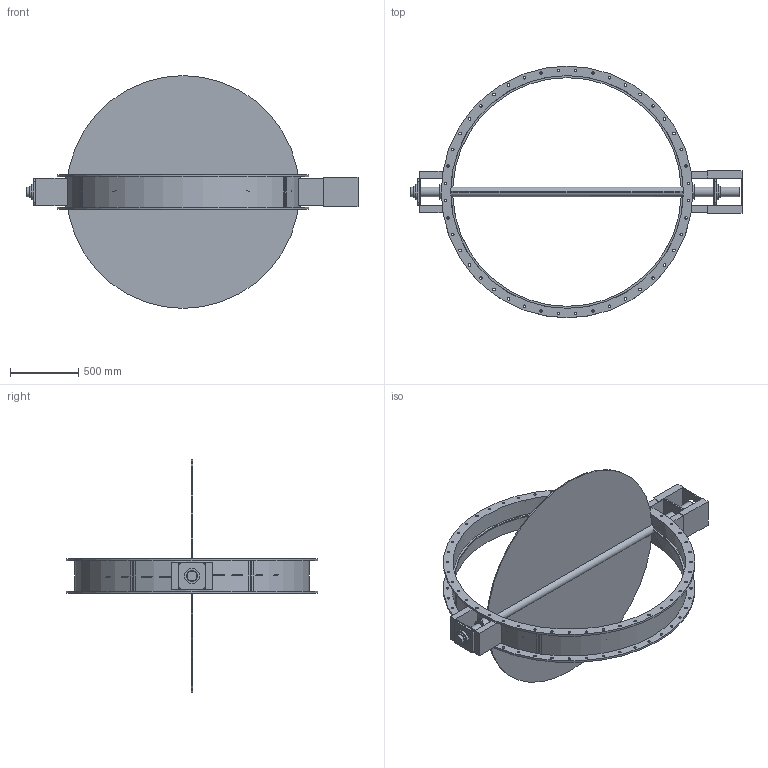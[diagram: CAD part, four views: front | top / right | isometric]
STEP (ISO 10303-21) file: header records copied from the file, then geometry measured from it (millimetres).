
FILE_DESCRIPTION(/* description */ ('SWEDENBORG – Quotation model (for reference)'),/* implementation_level */ '2;1');
FILE_NAME(/* name */ 'SWEDAMPER-S200-DN1700.stp',/* time_stamp */ '2026-02-06T11:59:28+01:00',/* author */ ('HB'),/* organization */ (''),/* preprocessor_version */ 'ST-DEVELOPER v20',/* originating_system */ 'Autodesk Inventor 2025',/* authorisation */ '');
FILE_SCHEMA (('AUTOMOTIVE_DESIGN { 1 0 10303 214 3 1 1 }'));
Length unit declared in the file: millimetre
Products named in the file (1): OffGen_Rund1ax
Bounding box: 2425 x 1838 x 1700 mm (x, y, z)
Volume: 64315275.8 mm3; surface area: 10103700.4 mm2
Topology: 1 solids, 1 shells, 758 faces, 2058 edges, 1373 vertices
Faces by surface type: plane 454, bspline 168, cylinder 136
Full cylindrical faces by diameter (mm): 18 x88, 70 x5, 82 x2, 90 x1, 100 x2, 112 x2, 1700 x2, 1838 x2
Entity records: 26579 total; most frequent: CARTESIAN_POINT 7362, ORIENTED_EDGE 4116, DIRECTION 3159, EDGE_CURVE 2058, LINE 1421, VECTOR 1421, VERTEX_POINT 1373, EDGE_LOOP 1021
